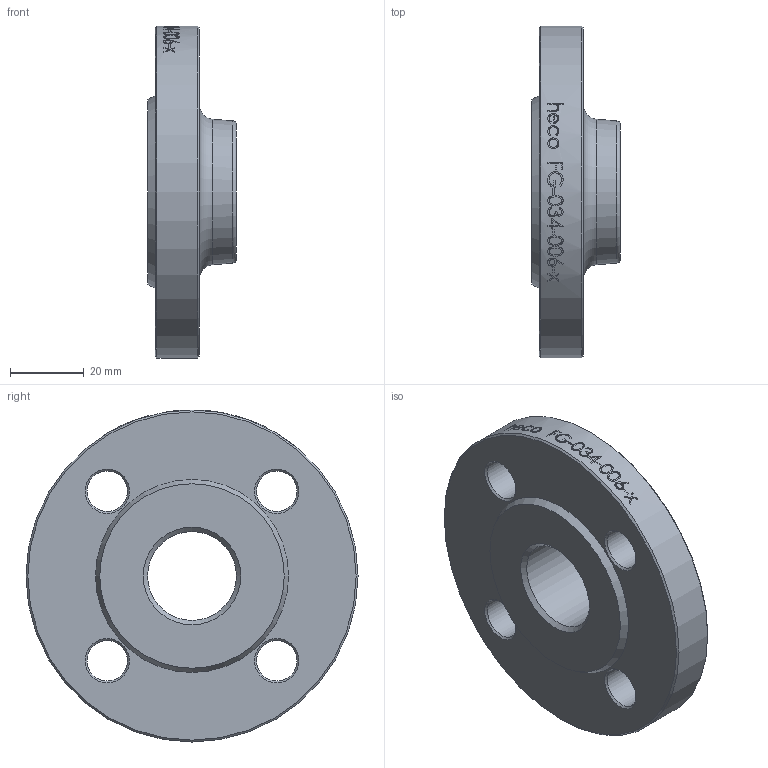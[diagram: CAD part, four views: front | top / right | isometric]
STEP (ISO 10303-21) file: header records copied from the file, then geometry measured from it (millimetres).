
FILE_DESCRIPTION (( 'STEP AP214' ), '1' );
FILE_NAME ('FG-034-006-x Gewindeflansch PN6 2102.STEP', '2021-02-04T09:46:13', ( '' ), ( '' ), 'SwSTEP 2.0', 'SolidWorks 2019', '' );
FILE_SCHEMA (( 'AUTOMOTIVE_DESIGN' ));
Length unit declared in the file: millimetre
Products named in the file (1): FG-034-006-x Gewindeflansch PN6 2102
Bounding box: 24 x 90 x 90 mm (x, y, z)
Volume: 77128.5 mm3; surface area: 18682 mm2
Topology: 1 solids, 1 shells, 49 faces, 225 edges, 202 vertices
Faces by surface type: cylinder 29, cone 14, plane 4, torus 2
Full cylindrical faces by diameter (mm): 11 x4, 24.117 x1, 90 x1
Entity records: 5496 total; most frequent: CARTESIAN_POINT 3626, ORIENTED_EDGE 388, DIRECTION 243, EDGE_CURVE 194, VERTEX_POINT 194, B_SPLINE_CURVE_WITH_KNOTS 111, AXIS2_PLACEMENT_3D 110, EDGE_LOOP 106
